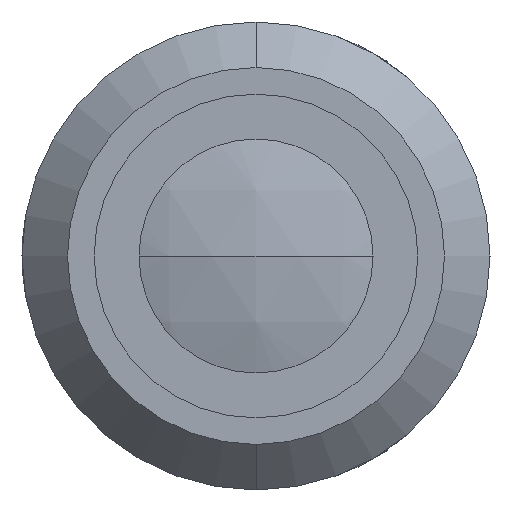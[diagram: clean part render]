
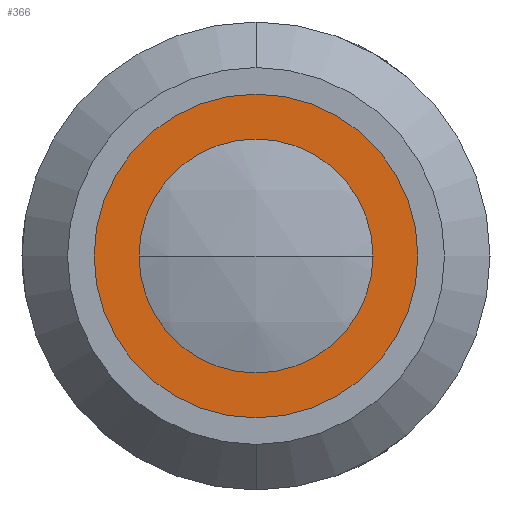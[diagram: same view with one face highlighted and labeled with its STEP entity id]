
A CAD part, left-side view. The second image highlights one B-rep face of the part: STEP entity #366.
In plain terms, the highlighted planar face has unit normal (-1, 0, 0).
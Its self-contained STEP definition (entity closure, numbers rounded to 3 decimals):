
#53 = DIRECTION ( 'NONE',  ( 0., 0., -1. ) ) ;
#108 = DIRECTION ( 'NONE',  ( 0., 0., 1. ) ) ;
#234 = CIRCLE ( 'NONE', #3656, 13.2 ) ;
#366 = ADVANCED_FACE ( 'NONE', ( #1760, #3126 ), #1113, .F. ) ;
#389 = CARTESIAN_POINT ( 'NONE',  ( 3.5, 0., 0. ) ) ;
#513 = AXIS2_PLACEMENT_3D ( 'NONE', #3407, #3783, #1668 ) ;
#546 = EDGE_LOOP ( 'NONE', ( #4278, #3288 ) ) ;
#649 = DIRECTION ( 'NONE',  ( 0., 0., 1. ) ) ;
#793 = VERTEX_POINT ( 'NONE', #3618 ) ;
#800 = DIRECTION ( 'NONE',  ( 1., 0., 0. ) ) ;
#838 = CARTESIAN_POINT ( 'NONE',  ( 3.5, 0., 13.2 ) ) ;
#1113 = PLANE ( 'NONE',  #2679 ) ;
#1124 = DIRECTION ( 'NONE',  ( -1., 0., 0. ) ) ;
#1148 = DIRECTION ( 'NONE',  ( 0., 0., 1. ) ) ;
#1155 = VERTEX_POINT ( 'NONE', #1876 ) ;
#1225 = AXIS2_PLACEMENT_3D ( 'NONE', #389, #1791, #108 ) ;
#1668 = DIRECTION ( 'NONE',  ( 0., 0., 1. ) ) ;
#1760 = FACE_BOUND ( 'NONE', #546, .T. ) ;
#1791 = DIRECTION ( 'NONE',  ( -1., 0., 0. ) ) ;
#1876 = CARTESIAN_POINT ( 'NONE',  ( 3.5, 0., 9. ) ) ;
#2089 = CIRCLE ( 'NONE', #2305, 9. ) ;
#2212 = CARTESIAN_POINT ( 'NONE',  ( 3.5, 0., -9. ) ) ;
#2305 = AXIS2_PLACEMENT_3D ( 'NONE', #3351, #2952, #649 ) ;
#2348 = EDGE_CURVE ( 'NONE', #4092, #793, #2369, .T. ) ;
#2369 = CIRCLE ( 'NONE', #513, 13.2 ) ;
#2679 = AXIS2_PLACEMENT_3D ( 'NONE', #3144, #800, #53 ) ;
#2790 = EDGE_CURVE ( 'NONE', #793, #4092, #234, .T. ) ;
#2848 = ORIENTED_EDGE ( 'NONE', *, *, #2348, .T. ) ;
#2952 = DIRECTION ( 'NONE',  ( -1., 0., 0. ) ) ;
#2972 = VERTEX_POINT ( 'NONE', #2212 ) ;
#2974 = ORIENTED_EDGE ( 'NONE', *, *, #2790, .T. ) ;
#3126 = FACE_OUTER_BOUND ( 'NONE', #3812, .T. ) ;
#3144 = CARTESIAN_POINT ( 'NONE',  ( 3.5, 13.2, 0. ) ) ;
#3148 = CIRCLE ( 'NONE', #1225, 9. ) ;
#3178 = CARTESIAN_POINT ( 'NONE',  ( 3.5, 0., 0. ) ) ;
#3288 = ORIENTED_EDGE ( 'NONE', *, *, #3306, .F. ) ;
#3306 = EDGE_CURVE ( 'NONE', #2972, #1155, #2089, .T. ) ;
#3351 = CARTESIAN_POINT ( 'NONE',  ( 3.5, 0., 0. ) ) ;
#3407 = CARTESIAN_POINT ( 'NONE',  ( 3.5, 0., 0. ) ) ;
#3618 = CARTESIAN_POINT ( 'NONE',  ( 3.5, 0., -13.2 ) ) ;
#3656 = AXIS2_PLACEMENT_3D ( 'NONE', #3178, #1124, #1148 ) ;
#3783 = DIRECTION ( 'NONE',  ( -1., 0., 0. ) ) ;
#3812 = EDGE_LOOP ( 'NONE', ( #2848, #2974 ) ) ;
#4031 = EDGE_CURVE ( 'NONE', #1155, #2972, #3148, .T. ) ;
#4092 = VERTEX_POINT ( 'NONE', #838 ) ;
#4278 = ORIENTED_EDGE ( 'NONE', *, *, #4031, .F. ) ;
